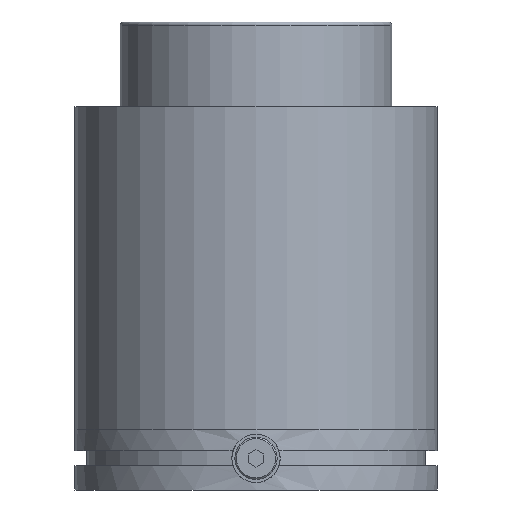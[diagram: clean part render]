
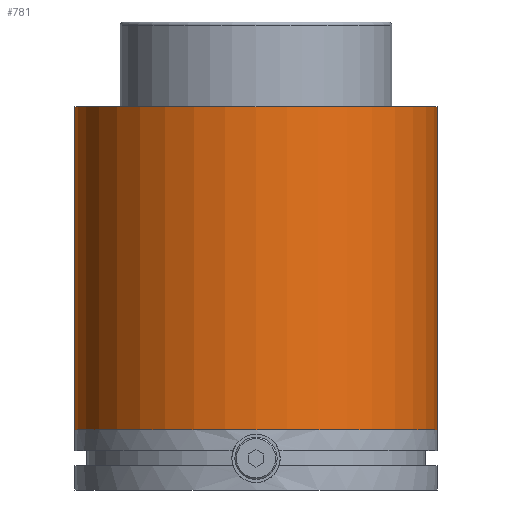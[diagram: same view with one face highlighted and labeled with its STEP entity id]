
A CAD part, front view. The second image highlights one B-rep face of the part: STEP entity #781.
In plain terms, the highlighted cylindrical face has radius 60 mm (diameter 120 mm), a partial arc.
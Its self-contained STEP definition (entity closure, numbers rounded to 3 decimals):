
#155 = DIRECTION ( 'NONE',  ( 0., 0., -1. ) ) ;
#181 = CYLINDRICAL_SURFACE ( 'NONE', #1916, 60. ) ;
#183 = CIRCLE ( 'NONE', #2655, 60. ) ;
#187 = CARTESIAN_POINT ( 'NONE',  ( -60., 0., 0. ) ) ;
#338 = FACE_OUTER_BOUND ( 'NONE', #839, .T. ) ;
#397 = CARTESIAN_POINT ( 'NONE',  ( 60., 0., 0. ) ) ;
#579 = CIRCLE ( 'NONE', #1303, 60. ) ;
#606 = DIRECTION ( 'NONE',  ( 0., 0., 1. ) ) ;
#654 = ORIENTED_EDGE ( 'NONE', *, *, #2351, .T. ) ;
#781 = ADVANCED_FACE ( 'NONE', ( #338 ), #181, .T. ) ;
#839 = EDGE_LOOP ( 'NONE', ( #2847, #1616, #2846, #654 ) ) ;
#978 = LINE ( 'NONE', #397, #1138 ) ;
#1089 = CARTESIAN_POINT ( 'NONE',  ( -60., 0., 20. ) ) ;
#1138 = VECTOR ( 'NONE', #155, 1000. ) ;
#1220 = CARTESIAN_POINT ( 'NONE',  ( 0., 0., 0. ) ) ;
#1224 = EDGE_CURVE ( 'NONE', #2352, #1680, #978, .T. ) ;
#1246 = DIRECTION ( 'NONE',  ( 0., 0., -1. ) ) ;
#1265 = EDGE_CURVE ( 'NONE', #2174, #2523, #2406, .T. ) ;
#1289 = DIRECTION ( 'NONE',  ( -1., 0., 0. ) ) ;
#1303 = AXIS2_PLACEMENT_3D ( 'NONE', #2139, #606, #1499 ) ;
#1306 = DIRECTION ( 'NONE',  ( -1., 0., 0. ) ) ;
#1499 = DIRECTION ( 'NONE',  ( -1., 0., 0. ) ) ;
#1616 = ORIENTED_EDGE ( 'NONE', *, *, #1676, .T. ) ;
#1676 = EDGE_CURVE ( 'NONE', #2352, #2174, #183, .T. ) ;
#1680 = VERTEX_POINT ( 'NONE', #2077 ) ;
#1916 = AXIS2_PLACEMENT_3D ( 'NONE', #1220, #1246, #1289 ) ;
#1925 = CARTESIAN_POINT ( 'NONE',  ( 60., 0., 127. ) ) ;
#2034 = CARTESIAN_POINT ( 'NONE',  ( 0., 0., 127. ) ) ;
#2077 = CARTESIAN_POINT ( 'NONE',  ( 60., 0., 20. ) ) ;
#2106 = DIRECTION ( 'NONE',  ( 0., 0., -1. ) ) ;
#2139 = CARTESIAN_POINT ( 'NONE',  ( 0., 0., 20. ) ) ;
#2174 = VERTEX_POINT ( 'NONE', #2643 ) ;
#2351 = EDGE_CURVE ( 'NONE', #2523, #1680, #579, .T. ) ;
#2352 = VERTEX_POINT ( 'NONE', #1925 ) ;
#2362 = VECTOR ( 'NONE', #2647, 1000. ) ;
#2406 = LINE ( 'NONE', #187, #2362 ) ;
#2523 = VERTEX_POINT ( 'NONE', #1089 ) ;
#2643 = CARTESIAN_POINT ( 'NONE',  ( -60., 0., 127. ) ) ;
#2647 = DIRECTION ( 'NONE',  ( 0., 0., -1. ) ) ;
#2655 = AXIS2_PLACEMENT_3D ( 'NONE', #2034, #2106, #1306 ) ;
#2846 = ORIENTED_EDGE ( 'NONE', *, *, #1265, .T. ) ;
#2847 = ORIENTED_EDGE ( 'NONE', *, *, #1224, .F. ) ;
